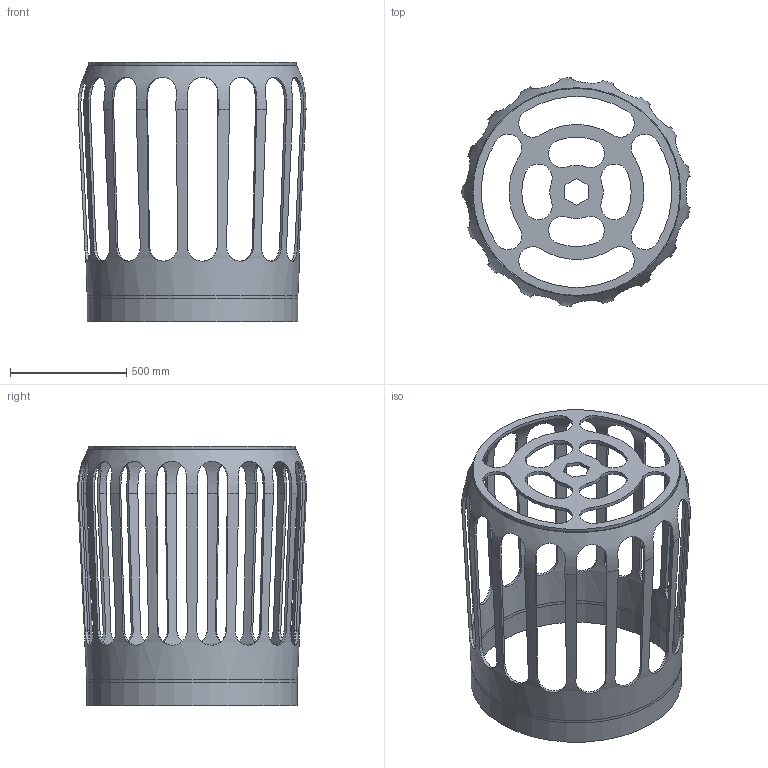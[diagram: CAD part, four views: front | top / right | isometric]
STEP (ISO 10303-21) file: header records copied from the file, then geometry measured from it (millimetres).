
FILE_DESCRIPTION(/* description */ (''),/* implementation_level */ '2;1');
FILE_NAME(/* name */ '12020.080X_3D.stp',/* time_stamp */ '2025-11-18T07:47:44+01:00',/* author */ ('c.rudolph'),/* organization */ (''),/* preprocessor_version */ 'ST-DEVELOPER v20.1',/* originating_system */ 'AutoCAD Mechanical',/* authorisation */ '');
FILE_SCHEMA (('AUTOMOTIVE_DESIGN { 1 0 10303 214 3 1 1 }'));
Length unit declared in the file: centimetre
Products named in the file (2): Product; *S0
Assembly tree (1 placements, depth 2):
  Product
    *S0
Bounding box: 979.75 x 983.35 x 1115 mm (x, y, z)
Volume: 22548620.7 mm3; surface area: 4204605.7 mm2
Topology: 2 solids, 2 shells, 119 faces, 451 edges, 302 vertices
Faces by surface type: cylinder 69, plane 43, cone 3, bspline 2, torus 2
Full cylindrical faces by diameter (mm): 881 x1, 890 x1, 905 x1
Entity records: 8049 total; most frequent: CARTESIAN_POINT 4479, ORIENTED_EDGE 900, DIRECTION 597, EDGE_CURVE 450, VERTEX_POINT 300, AXIS2_PLACEMENT_3D 236, B_SPLINE_CURVE_WITH_KNOTS 140, EDGE_LOOP 138
